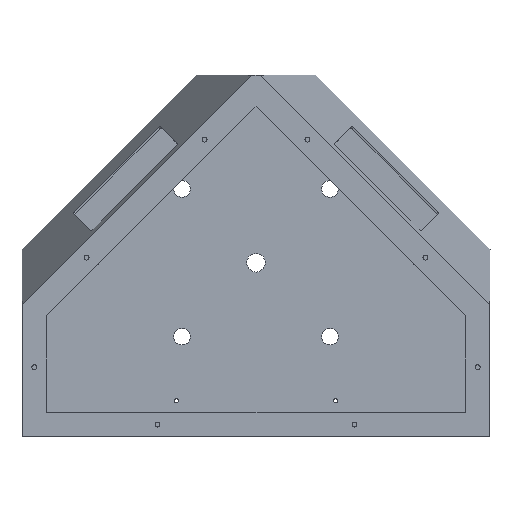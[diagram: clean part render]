
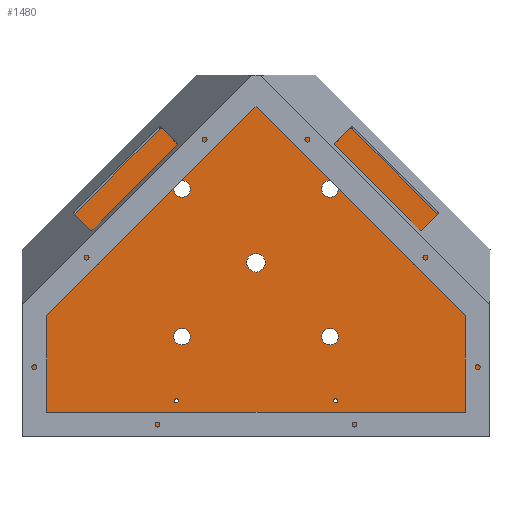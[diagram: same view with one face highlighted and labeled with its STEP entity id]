
A CAD part, front view. The second image highlights one B-rep face of the part: STEP entity #1480.
In plain terms, the highlighted planar face has unit normal (0, -1, 0).
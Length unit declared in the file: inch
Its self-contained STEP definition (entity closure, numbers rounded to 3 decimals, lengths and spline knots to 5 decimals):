
#31=FACE_BOUND('',#274,.T.);
#32=FACE_BOUND('',#275,.T.);
#33=FACE_BOUND('',#276,.T.);
#34=FACE_BOUND('',#277,.T.);
#35=FACE_BOUND('',#278,.T.);
#36=FACE_BOUND('',#279,.T.);
#37=FACE_BOUND('',#280,.T.);
#38=FACE_BOUND('',#281,.T.);
#39=FACE_BOUND('',#282,.T.);
#40=FACE_BOUND('',#283,.T.);
#41=FACE_BOUND('',#284,.T.);
#101=PLANE('',#1642);
#179=FACE_OUTER_BOUND('',#273,.T.);
#273=EDGE_LOOP('',(#1238,#1239,#1240,#1241,#1242,#1243));
#274=EDGE_LOOP('',(#1244));
#275=EDGE_LOOP('',(#1245));
#276=EDGE_LOOP('',(#1246));
#277=EDGE_LOOP('',(#1247));
#278=EDGE_LOOP('',(#1248));
#279=EDGE_LOOP('',(#1249));
#280=EDGE_LOOP('',(#1250));
#281=EDGE_LOOP('',(#1251));
#282=EDGE_LOOP('',(#1252));
#283=EDGE_LOOP('',(#1253));
#284=EDGE_LOOP('',(#1254));
#403=LINE('',#2405,#519);
#407=LINE('',#2412,#523);
#410=LINE('',#2418,#526);
#413=LINE('',#2424,#529);
#416=LINE('',#2430,#532);
#418=LINE('',#2433,#534);
#519=VECTOR('',#2006,0.3937);
#523=VECTOR('',#2012,0.3937);
#526=VECTOR('',#2017,0.3937);
#529=VECTOR('',#2022,0.3937);
#532=VECTOR('',#2027,0.3937);
#534=VECTOR('',#2031,0.3937);
#629=CIRCLE('',#1605,0.08);
#631=CIRCLE('',#1608,0.08);
#633=CIRCLE('',#1611,0.335);
#635=CIRCLE('',#1614,0.08);
#637=CIRCLE('',#1617,0.08);
#639=CIRCLE('',#1620,0.375);
#641=CIRCLE('',#1623,0.08);
#643=CIRCLE('',#1626,0.335);
#645=CIRCLE('',#1629,0.335);
#647=CIRCLE('',#1632,0.08);
#649=CIRCLE('',#1635,0.335);
#727=VERTEX_POINT('',#2335);
#729=VERTEX_POINT('',#2341);
#731=VERTEX_POINT('',#2347);
#733=VERTEX_POINT('',#2353);
#735=VERTEX_POINT('',#2359);
#737=VERTEX_POINT('',#2365);
#739=VERTEX_POINT('',#2371);
#741=VERTEX_POINT('',#2377);
#743=VERTEX_POINT('',#2383);
#745=VERTEX_POINT('',#2389);
#747=VERTEX_POINT('',#2395);
#750=VERTEX_POINT('',#2402);
#751=VERTEX_POINT('',#2404);
#753=VERTEX_POINT('',#2410);
#755=VERTEX_POINT('',#2416);
#757=VERTEX_POINT('',#2422);
#759=VERTEX_POINT('',#2428);
#898=EDGE_CURVE('',#727,#727,#629,.T.);
#901=EDGE_CURVE('',#729,#729,#631,.T.);
#904=EDGE_CURVE('',#731,#731,#633,.T.);
#907=EDGE_CURVE('',#733,#733,#635,.T.);
#910=EDGE_CURVE('',#735,#735,#637,.T.);
#913=EDGE_CURVE('',#737,#737,#639,.T.);
#916=EDGE_CURVE('',#739,#739,#641,.T.);
#919=EDGE_CURVE('',#741,#741,#643,.T.);
#922=EDGE_CURVE('',#743,#743,#645,.T.);
#925=EDGE_CURVE('',#745,#745,#647,.T.);
#928=EDGE_CURVE('',#747,#747,#649,.T.);
#931=EDGE_CURVE('',#750,#751,#403,.F.);
#935=EDGE_CURVE('',#753,#750,#407,.F.);
#938=EDGE_CURVE('',#755,#753,#410,.F.);
#941=EDGE_CURVE('',#757,#755,#413,.F.);
#944=EDGE_CURVE('',#759,#757,#416,.F.);
#946=EDGE_CURVE('',#751,#759,#418,.F.);
#1238=ORIENTED_EDGE('',*,*,#946,.F.);
#1239=ORIENTED_EDGE('',*,*,#931,.F.);
#1240=ORIENTED_EDGE('',*,*,#935,.F.);
#1241=ORIENTED_EDGE('',*,*,#938,.F.);
#1242=ORIENTED_EDGE('',*,*,#941,.F.);
#1243=ORIENTED_EDGE('',*,*,#944,.F.);
#1244=ORIENTED_EDGE('',*,*,#898,.T.);
#1245=ORIENTED_EDGE('',*,*,#901,.T.);
#1246=ORIENTED_EDGE('',*,*,#904,.T.);
#1247=ORIENTED_EDGE('',*,*,#907,.T.);
#1248=ORIENTED_EDGE('',*,*,#910,.T.);
#1249=ORIENTED_EDGE('',*,*,#913,.T.);
#1250=ORIENTED_EDGE('',*,*,#916,.T.);
#1251=ORIENTED_EDGE('',*,*,#919,.T.);
#1252=ORIENTED_EDGE('',*,*,#922,.T.);
#1253=ORIENTED_EDGE('',*,*,#925,.T.);
#1254=ORIENTED_EDGE('',*,*,#928,.T.);
#1480=ADVANCED_FACE('',(#179,#31,#32,#33,#34,#35,#36,#37,#38,#39,#40,#41),
#101,.F.);
#1605=AXIS2_PLACEMENT_3D('',#2337,#1930,#1931);
#1608=AXIS2_PLACEMENT_3D('',#2343,#1937,#1938);
#1611=AXIS2_PLACEMENT_3D('',#2349,#1944,#1945);
#1614=AXIS2_PLACEMENT_3D('',#2355,#1951,#1952);
#1617=AXIS2_PLACEMENT_3D('',#2361,#1958,#1959);
#1620=AXIS2_PLACEMENT_3D('',#2367,#1965,#1966);
#1623=AXIS2_PLACEMENT_3D('',#2373,#1972,#1973);
#1626=AXIS2_PLACEMENT_3D('',#2379,#1979,#1980);
#1629=AXIS2_PLACEMENT_3D('',#2385,#1986,#1987);
#1632=AXIS2_PLACEMENT_3D('',#2391,#1993,#1994);
#1635=AXIS2_PLACEMENT_3D('',#2397,#2000,#2001);
#1642=AXIS2_PLACEMENT_3D('',#2434,#2032,#2033);
#1930=DIRECTION('center_axis',(0.,1.,0.));
#1931=DIRECTION('ref_axis',(-1.,0.,0.));
#1937=DIRECTION('center_axis',(0.,1.,0.));
#1938=DIRECTION('ref_axis',(-1.,0.,0.));
#1944=DIRECTION('center_axis',(0.,1.,0.));
#1945=DIRECTION('ref_axis',(-1.,0.,0.));
#1951=DIRECTION('center_axis',(0.,1.,0.));
#1952=DIRECTION('ref_axis',(-1.,0.,0.));
#1958=DIRECTION('center_axis',(0.,1.,0.));
#1959=DIRECTION('ref_axis',(-1.,0.,0.));
#1965=DIRECTION('center_axis',(0.,1.,0.));
#1966=DIRECTION('ref_axis',(-1.,0.,0.));
#1972=DIRECTION('center_axis',(0.,1.,0.));
#1973=DIRECTION('ref_axis',(-1.,0.,0.));
#1979=DIRECTION('center_axis',(0.,1.,0.));
#1980=DIRECTION('ref_axis',(-1.,0.,0.));
#1986=DIRECTION('center_axis',(0.,1.,0.));
#1987=DIRECTION('ref_axis',(-1.,0.,0.));
#1993=DIRECTION('center_axis',(0.,1.,0.));
#1994=DIRECTION('ref_axis',(-1.,0.,0.));
#2000=DIRECTION('center_axis',(0.,1.,0.));
#2001=DIRECTION('ref_axis',(-1.,0.,0.));
#2006=DIRECTION('',(-0.707,0.,0.707));
#2012=DIRECTION('',(-1.,0.,0.));
#2017=DIRECTION('',(-0.707,0.,-0.707));
#2022=DIRECTION('',(0.,0.,-1.));
#2027=DIRECTION('',(1.,0.,0.));
#2031=DIRECTION('',(0.,0.,1.));
#2032=DIRECTION('center_axis',(0.,1.,0.));
#2033=DIRECTION('ref_axis',(0.,0.,1.));
#2335=CARTESIAN_POINT('',(3.31437,7.42,7.3521));
#2337=CARTESIAN_POINT('Origin',(3.23437,7.42,7.3521));
#2341=CARTESIAN_POINT('',(-3.15438,7.42,-3.8521));
#2343=CARTESIAN_POINT('Origin',(-3.23438,7.42,-3.8521));
#2347=CARTESIAN_POINT('',(3.335,7.42,-1.25));
#2349=CARTESIAN_POINT('Origin',(3.,7.42,-1.25));
#2353=CARTESIAN_POINT('',(-3.15438,7.42,7.3521));
#2355=CARTESIAN_POINT('Origin',(-3.23438,7.42,7.3521));
#2359=CARTESIAN_POINT('',(6.54875,7.42,1.75));
#2361=CARTESIAN_POINT('Origin',(6.46875,7.42,1.75));
#2365=CARTESIAN_POINT('',(0.375,7.42,1.75));
#2367=CARTESIAN_POINT('Origin',(0.,7.42,1.75));
#2371=CARTESIAN_POINT('',(-6.38875,7.42,1.75));
#2373=CARTESIAN_POINT('Origin',(-6.46875,7.42,1.75));
#2377=CARTESIAN_POINT('',(3.335,7.42,4.75));
#2379=CARTESIAN_POINT('Origin',(3.,7.42,4.75));
#2383=CARTESIAN_POINT('',(-2.665,7.42,4.75));
#2385=CARTESIAN_POINT('Origin',(-3.,7.42,4.75));
#2389=CARTESIAN_POINT('',(3.31438,7.42,-3.8521));
#2391=CARTESIAN_POINT('Origin',(3.23438,7.42,-3.8521));
#2395=CARTESIAN_POINT('',(-2.665,7.42,-1.25));
#2397=CARTESIAN_POINT('Origin',(-3.,7.42,-1.25));
#2402=CARTESIAN_POINT('',(2.36922,7.42,9.28998));
#2404=CARTESIAN_POINT('',(9.42,7.42,2.2392));
#2405=CARTESIAN_POINT('',(3.58778,7.42,8.07142));
#2410=CARTESIAN_POINT('',(-2.36922,7.42,9.28998));
#2412=CARTESIAN_POINT('',(-1.21447,7.42,9.28998));
#2416=CARTESIAN_POINT('',(-9.42,7.42,2.2392));
#2418=CARTESIAN_POINT('',(-7.12331,7.42,4.53589));
#2422=CARTESIAN_POINT('',(-9.42,7.42,-5.23752));
#2424=CARTESIAN_POINT('',(-9.42,7.42,-1.64564));
#2428=CARTESIAN_POINT('',(9.42,7.42,-5.23752));
#2430=CARTESIAN_POINT('',(4.75,7.42,-5.23752));
#2433=CARTESIAN_POINT('',(9.42,7.42,2.16257));
#2434=CARTESIAN_POINT('Origin',(0.,7.42,2.02623));
